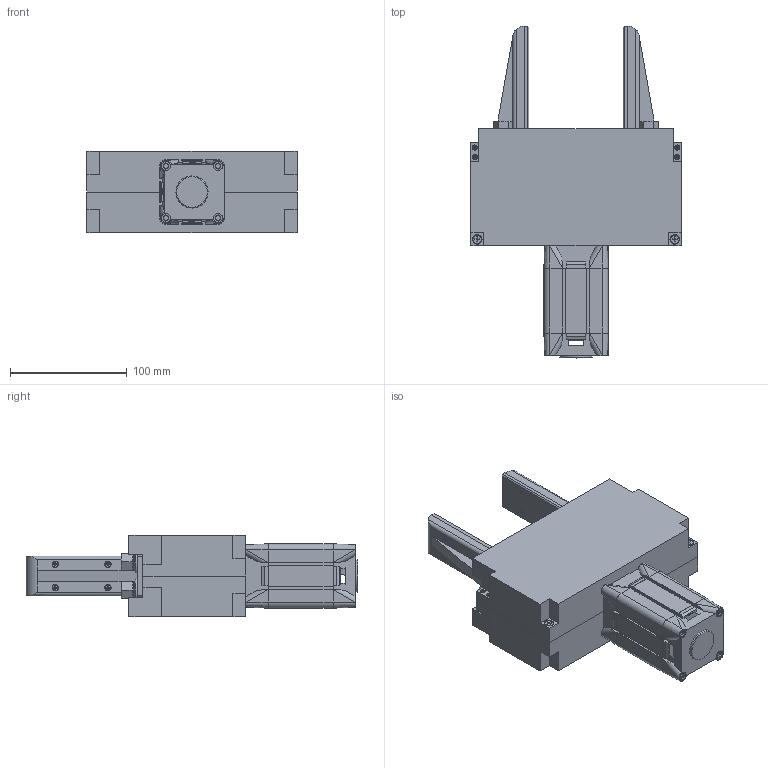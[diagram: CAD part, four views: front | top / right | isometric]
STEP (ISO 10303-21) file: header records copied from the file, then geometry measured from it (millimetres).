
FILE_DESCRIPTION (( 'STEP AP214' ), '1' );
FILE_NAME ('full_griper.STEP', '2012-05-19T19:14:05', ( '' ), ( '' ), 'SwSTEP 2.0', 'SolidWorks 2011', '' );
FILE_SCHEMA (( 'AUTOMOTIVE_DESIGN' ));
Length unit declared in the file: millimetre
Products named in the file (15): Flat Head Screw_AM_B18.6.7M - M2 x 0.4 x 20 Type I Cross Recessed FHMS --20N; Flat Head Screw_AM_B18.6.7M - M3.5 x 0.6 x 20 Type I Cross Recessed FHMS --20N; Hex Flange Machine Screw_AM_B18.6.7M - M12 x 1.75 x 16 Indented HFMS --16N; piston_rod; crank; arm_2; Flat Head Screw_AM_B18.6.7M - M2.5 x 0.45 x 13 Type I Cross Recessed FHMS --13N; arm_2_base; plate; case; Bimba-AB-100-50_AB-100 Body; full_griper
Assembly tree (25 placements, depth 3):
  full_griper
    Flat Head Screw_AM_B18.6.7M - M3.5 x 0.6 x 20 Type I Cross Recessed FHMS --20N  x2
    arm_2  x2
      Flat Head Screw_AM_B18.6.7M - M2.5 x 0.45 x 13 Type I Cross Recessed FHMS --13N
      arm_2
      plate
      arm_2_base
    case
      Bimba-AB-100-50_AB-100 Body
      case
      case
    Hex Flange Machine Screw_AM_B18.6.7M - M12 x 1.75 x 16 Indented HFMS --16N  x4
    crank
    Flat Head Screw_AM_B18.6.7M - M2 x 0.4 x 20 Type I Cross Recessed FHMS --20N  x4
    piston_rod
Bounding box: 180 x 284 x 70 mm (x, y, z)
Volume: 1165026.9 mm3; surface area: 288581.8 mm2
Topology: 31 solids, 31 shells, 1233 faces, 2876 edges, 1767 vertices
Faces by surface type: plane 811, cylinder 274, cone 112, bspline 24, torus 12
Entity records: 25211 total; most frequent: CARTESIAN_POINT 4751, DIRECTION 4046, ORIENTED_EDGE 4002, EDGE_CURVE 2001, VECTOR 1462, LINE 1462, AXIS2_PLACEMENT_3D 1292, VERTEX_POINT 1249
